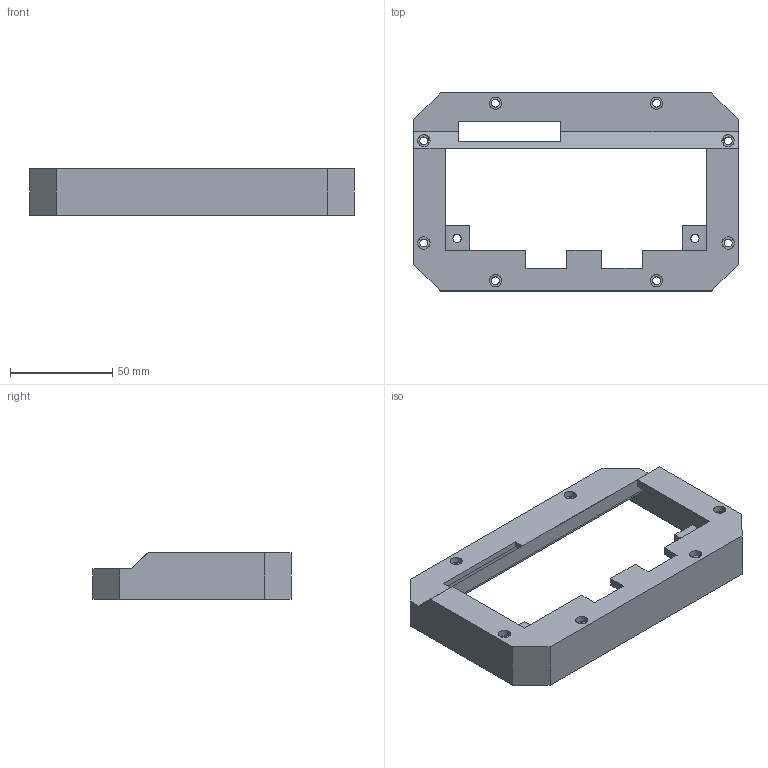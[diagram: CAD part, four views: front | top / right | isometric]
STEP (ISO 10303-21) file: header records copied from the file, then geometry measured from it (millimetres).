
FILE_DESCRIPTION (( 'STEP AP214' ), '1' );
FILE_NAME ('蟀諉.STEP', '2024-05-25T06:54:26', ( '' ), ( '' ), 'SwSTEP 2.0', 'SolidWorks 2023', '' );
FILE_SCHEMA (( 'AUTOMOTIVE_DESIGN' ));
Length unit declared in the file: millimetre
Products named in the file (1): 连接
Bounding box: 159 x 97 x 23 mm (x, y, z)
Volume: 90254.4 mm3; surface area: 39762.1 mm2
Topology: 1 solids, 1 shells, 118 faces, 336 edges, 222 vertices
Faces by surface type: plane 82, cylinder 36
Entity records: 3905 total; most frequent: CARTESIAN_POINT 689, ORIENTED_EDGE 672, DIRECTION 644, EDGE_CURVE 336, VECTOR 258, LINE 258, VERTEX_POINT 222, AXIS2_PLACEMENT_3D 193
